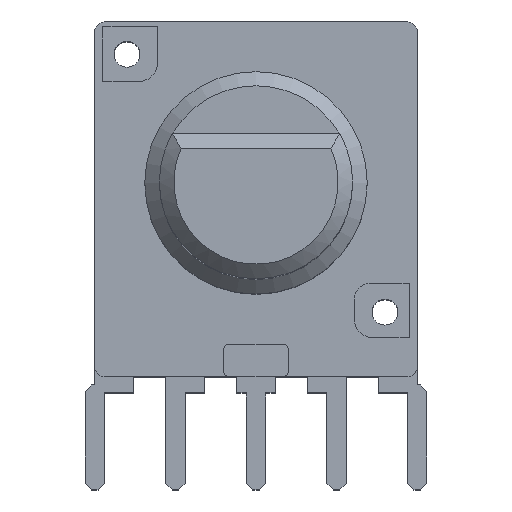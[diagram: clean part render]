
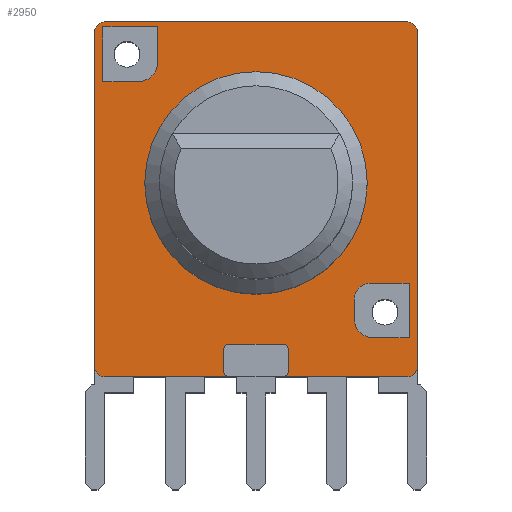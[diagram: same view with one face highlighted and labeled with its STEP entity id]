
A CAD part, top view. The second image highlights one B-rep face of the part: STEP entity #2950.
In plain terms, the highlighted planar face has unit normal (0, 0, 1).
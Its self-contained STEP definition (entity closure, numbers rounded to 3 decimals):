
#43=FACE_BOUND('',#423,.T.);
#44=FACE_BOUND('',#424,.T.);
#45=FACE_BOUND('',#425,.T.);
#68=PLANE('',#3170);
#249=FACE_OUTER_BOUND('',#422,.T.);
#422=EDGE_LOOP('',(#2192,#2193,#2194,#2195,#2196,#2197,#2198,#2199,#2200,
#2201,#2202,#2203,#2204,#2205,#2206,#2207));
#423=EDGE_LOOP('',(#2208,#2209,#2210,#2211,#2212));
#424=EDGE_LOOP('',(#2213,#2214,#2215,#2216,#2217,#2218));
#425=EDGE_LOOP('',(#2219));
#576=LINE('',#4162,#951);
#581=LINE('',#4176,#956);
#585=LINE('',#4188,#960);
#593=LINE('',#4217,#968);
#596=LINE('',#4223,#971);
#599=LINE('',#4229,#974);
#602=LINE('',#4234,#977);
#606=LINE('',#4250,#981);
#610=LINE('',#4262,#985);
#613=LINE('',#4268,#988);
#616=LINE('',#4273,#991);
#622=LINE('',#4297,#997);
#625=LINE('',#4303,#1000);
#626=LINE('',#4306,#1001);
#627=LINE('',#4310,#1002);
#628=LINE('',#4313,#1003);
#951=VECTOR('',#3354,10.);
#956=VECTOR('',#3367,10.);
#960=VECTOR('',#3379,10.);
#968=VECTOR('',#3409,10.);
#971=VECTOR('',#3414,10.);
#974=VECTOR('',#3419,10.);
#977=VECTOR('',#3424,10.);
#981=VECTOR('',#3440,10.);
#985=VECTOR('',#3452,10.);
#988=VECTOR('',#3457,10.);
#991=VECTOR('',#3462,10.);
#997=VECTOR('',#3488,10.);
#1000=VECTOR('',#3493,10.);
#1001=VECTOR('',#3496,10.);
#1002=VECTOR('',#3499,10.);
#1003=VECTOR('',#3502,10.);
#1326=CIRCLE('',#3123,3.45);
#1327=CIRCLE('',#3127,0.15);
#1329=CIRCLE('',#3131,0.15);
#1331=CIRCLE('',#3135,0.15);
#1333=CIRCLE('',#3138,0.15);
#1335=CIRCLE('',#3142,0.6);
#1338=CIRCLE('',#3151,0.5);
#1340=CIRCLE('',#3155,0.6);
#1346=CIRCLE('',#3168,0.3);
#1347=CIRCLE('',#3171,0.3);
#1348=CIRCLE('',#3172,0.3);
#1349=CIRCLE('',#3173,0.3);
#1372=VERTEX_POINT('',#4155);
#1373=VERTEX_POINT('',#4160);
#1374=VERTEX_POINT('',#4161);
#1377=VERTEX_POINT('',#4169);
#1379=VERTEX_POINT('',#4175);
#1381=VERTEX_POINT('',#4181);
#1383=VERTEX_POINT('',#4187);
#1385=VERTEX_POINT('',#4193);
#1387=VERTEX_POINT('',#4199);
#1389=VERTEX_POINT('',#4207);
#1390=VERTEX_POINT('',#4208);
#1393=VERTEX_POINT('',#4216);
#1395=VERTEX_POINT('',#4222);
#1397=VERTEX_POINT('',#4228);
#1400=VERTEX_POINT('',#4240);
#1401=VERTEX_POINT('',#4241);
#1404=VERTEX_POINT('',#4249);
#1406=VERTEX_POINT('',#4255);
#1408=VERTEX_POINT('',#4261);
#1410=VERTEX_POINT('',#4267);
#1417=VERTEX_POINT('',#4290);
#1418=VERTEX_POINT('',#4292);
#1419=VERTEX_POINT('',#4296);
#1421=VERTEX_POINT('',#4302);
#1422=VERTEX_POINT('',#4305);
#1423=VERTEX_POINT('',#4307);
#1424=VERTEX_POINT('',#4309);
#1425=VERTEX_POINT('',#4311);
#1655=EDGE_CURVE('',#1372,#1372,#1326,.T.);
#1656=EDGE_CURVE('',#1373,#1374,#576,.T.);
#1660=EDGE_CURVE('',#1374,#1377,#1327,.T.);
#1663=EDGE_CURVE('',#1377,#1379,#581,.T.);
#1666=EDGE_CURVE('',#1379,#1381,#1329,.T.);
#1669=EDGE_CURVE('',#1381,#1383,#585,.T.);
#1672=EDGE_CURVE('',#1383,#1385,#1331,.T.);
#1675=EDGE_CURVE('',#1387,#1373,#1333,.T.);
#1679=EDGE_CURVE('',#1389,#1390,#1335,.T.);
#1683=EDGE_CURVE('',#1393,#1389,#593,.T.);
#1686=EDGE_CURVE('',#1395,#1393,#596,.T.);
#1689=EDGE_CURVE('',#1397,#1395,#599,.T.);
#1692=EDGE_CURVE('',#1390,#1397,#602,.T.);
#1695=EDGE_CURVE('',#1400,#1401,#1338,.T.);
#1699=EDGE_CURVE('',#1404,#1400,#606,.T.);
#1702=EDGE_CURVE('',#1406,#1404,#1340,.T.);
#1705=EDGE_CURVE('',#1408,#1406,#610,.T.);
#1708=EDGE_CURVE('',#1410,#1408,#613,.T.);
#1711=EDGE_CURVE('',#1401,#1410,#616,.T.);
#1720=EDGE_CURVE('',#1417,#1418,#1346,.T.);
#1722=EDGE_CURVE('',#1419,#1418,#622,.T.);
#1725=EDGE_CURVE('',#1385,#1421,#625,.T.);
#1726=EDGE_CURVE('',#1419,#1421,#1347,.T.);
#1727=EDGE_CURVE('',#1417,#1422,#626,.T.);
#1728=EDGE_CURVE('',#1423,#1422,#1348,.T.);
#1729=EDGE_CURVE('',#1423,#1424,#627,.T.);
#1730=EDGE_CURVE('',#1425,#1424,#1349,.T.);
#1731=EDGE_CURVE('',#1425,#1387,#628,.T.);
#2192=ORIENTED_EDGE('',*,*,#1672,.T.);
#2193=ORIENTED_EDGE('',*,*,#1725,.T.);
#2194=ORIENTED_EDGE('',*,*,#1726,.F.);
#2195=ORIENTED_EDGE('',*,*,#1722,.T.);
#2196=ORIENTED_EDGE('',*,*,#1720,.F.);
#2197=ORIENTED_EDGE('',*,*,#1727,.T.);
#2198=ORIENTED_EDGE('',*,*,#1728,.F.);
#2199=ORIENTED_EDGE('',*,*,#1729,.T.);
#2200=ORIENTED_EDGE('',*,*,#1730,.F.);
#2201=ORIENTED_EDGE('',*,*,#1731,.T.);
#2202=ORIENTED_EDGE('',*,*,#1675,.T.);
#2203=ORIENTED_EDGE('',*,*,#1656,.T.);
#2204=ORIENTED_EDGE('',*,*,#1660,.T.);
#2205=ORIENTED_EDGE('',*,*,#1663,.T.);
#2206=ORIENTED_EDGE('',*,*,#1666,.T.);
#2207=ORIENTED_EDGE('',*,*,#1669,.T.);
#2208=ORIENTED_EDGE('',*,*,#1679,.T.);
#2209=ORIENTED_EDGE('',*,*,#1692,.T.);
#2210=ORIENTED_EDGE('',*,*,#1689,.T.);
#2211=ORIENTED_EDGE('',*,*,#1686,.T.);
#2212=ORIENTED_EDGE('',*,*,#1683,.T.);
#2213=ORIENTED_EDGE('',*,*,#1695,.T.);
#2214=ORIENTED_EDGE('',*,*,#1711,.T.);
#2215=ORIENTED_EDGE('',*,*,#1708,.T.);
#2216=ORIENTED_EDGE('',*,*,#1705,.T.);
#2217=ORIENTED_EDGE('',*,*,#1702,.T.);
#2218=ORIENTED_EDGE('',*,*,#1699,.T.);
#2219=ORIENTED_EDGE('',*,*,#1655,.F.);
#2950=ADVANCED_FACE('',(#249,#43,#44,#45),#68,.F.);
#3123=AXIS2_PLACEMENT_3D('',#4157,#3348,#3349);
#3127=AXIS2_PLACEMENT_3D('',#4170,#3360,#3361);
#3131=AXIS2_PLACEMENT_3D('',#4182,#3372,#3373);
#3135=AXIS2_PLACEMENT_3D('',#4194,#3384,#3385);
#3138=AXIS2_PLACEMENT_3D('',#4200,#3391,#3392);
#3142=AXIS2_PLACEMENT_3D('',#4209,#3401,#3402);
#3151=AXIS2_PLACEMENT_3D('',#4242,#3432,#3433);
#3155=AXIS2_PLACEMENT_3D('',#4256,#3445,#3446);
#3168=AXIS2_PLACEMENT_3D('',#4293,#3483,#3484);
#3170=AXIS2_PLACEMENT_3D('',#4301,#3491,#3492);
#3171=AXIS2_PLACEMENT_3D('',#4304,#3494,#3495);
#3172=AXIS2_PLACEMENT_3D('',#4308,#3497,#3498);
#3173=AXIS2_PLACEMENT_3D('',#4312,#3500,#3501);
#3348=DIRECTION('center_axis',(0.,0.,1.));
#3349=DIRECTION('ref_axis',(1.,0.,0.));
#3354=DIRECTION('',(0.,1.,0.));
#3360=DIRECTION('center_axis',(0.,0.,-1.));
#3361=DIRECTION('ref_axis',(0.,1.,0.));
#3367=DIRECTION('',(1.,0.,0.));
#3372=DIRECTION('center_axis',(0.,0.,-1.));
#3373=DIRECTION('ref_axis',(1.,0.,0.));
#3379=DIRECTION('',(0.,-1.,0.));
#3384=DIRECTION('center_axis',(0.,0.,-1.));
#3385=DIRECTION('ref_axis',(0.,-1.,0.));
#3391=DIRECTION('center_axis',(0.,0.,-1.));
#3392=DIRECTION('ref_axis',(-1.,0.,0.));
#3401=DIRECTION('center_axis',(0.,0.,-1.));
#3402=DIRECTION('ref_axis',(0.,-1.,0.));
#3409=DIRECTION('',(0.,-1.,0.));
#3414=DIRECTION('',(1.,0.,0.));
#3419=DIRECTION('',(0.,1.,0.));
#3424=DIRECTION('',(-1.,0.,0.));
#3432=DIRECTION('center_axis',(0.,0.,-1.));
#3433=DIRECTION('ref_axis',(0.,1.,0.));
#3440=DIRECTION('',(0.,1.,0.));
#3445=DIRECTION('center_axis',(0.,0.,-1.));
#3446=DIRECTION('ref_axis',(-1.,0.,0.));
#3452=DIRECTION('',(-1.,0.,0.));
#3457=DIRECTION('',(0.,-1.,0.));
#3462=DIRECTION('',(1.,0.,0.));
#3483=DIRECTION('center_axis',(0.,0.,-1.));
#3484=DIRECTION('ref_axis',(0.707,0.707,0.));
#3488=DIRECTION('',(0.,1.,0.));
#3491=DIRECTION('center_axis',(0.,0.,-1.));
#3492=DIRECTION('ref_axis',(-1.,0.,0.));
#3493=DIRECTION('',(1.,0.,0.));
#3494=DIRECTION('center_axis',(0.,0.,-1.));
#3495=DIRECTION('ref_axis',(0.707,-0.707,0.));
#3496=DIRECTION('',(-1.,0.,0.));
#3497=DIRECTION('center_axis',(0.,0.,-1.));
#3498=DIRECTION('ref_axis',(-0.707,0.707,0.));
#3499=DIRECTION('',(0.,-1.,0.));
#3500=DIRECTION('center_axis',(0.,0.,-1.));
#3501=DIRECTION('ref_axis',(-0.707,-0.707,0.));
#3502=DIRECTION('',(1.,0.,0.));
#4155=CARTESIAN_POINT('',(-3.45,0.,0.));
#4157=CARTESIAN_POINT('Origin',(0.,0.,0.));
#4160=CARTESIAN_POINT('',(-1.,-5.85,0.));
#4161=CARTESIAN_POINT('',(-1.,-5.15,0.));
#4162=CARTESIAN_POINT('',(-1.,-2.825,0.));
#4169=CARTESIAN_POINT('',(-0.85,-5.,0.));
#4170=CARTESIAN_POINT('Origin',(-0.85,-5.15,0.));
#4175=CARTESIAN_POINT('',(0.85,-5.,0.));
#4176=CARTESIAN_POINT('',(0.425,-5.,0.));
#4181=CARTESIAN_POINT('',(1.,-5.15,0.));
#4182=CARTESIAN_POINT('Origin',(0.85,-5.15,0.));
#4187=CARTESIAN_POINT('',(1.,-5.85,0.));
#4188=CARTESIAN_POINT('',(1.,-3.175,0.));
#4193=CARTESIAN_POINT('',(0.85,-6.,0.));
#4194=CARTESIAN_POINT('Origin',(0.85,-5.85,0.));
#4199=CARTESIAN_POINT('',(-0.85,-6.,0.));
#4200=CARTESIAN_POINT('Origin',(-0.85,-5.85,0.));
#4207=CARTESIAN_POINT('',(-3.05,3.75,0.));
#4208=CARTESIAN_POINT('',(-3.65,3.15,0.));
#4209=CARTESIAN_POINT('Origin',(-3.65,3.75,0.));
#4216=CARTESIAN_POINT('',(-3.05,4.85,0.));
#4217=CARTESIAN_POINT('',(-3.05,2.175,0.));
#4222=CARTESIAN_POINT('',(-4.75,4.85,0.));
#4223=CARTESIAN_POINT('',(-2.375,4.85,0.));
#4228=CARTESIAN_POINT('',(-4.75,3.15,0.));
#4229=CARTESIAN_POINT('',(-4.75,1.325,0.));
#4234=CARTESIAN_POINT('',(-1.825,3.15,0.));
#4240=CARTESIAN_POINT('',(3.05,-3.6,0.));
#4241=CARTESIAN_POINT('',(3.55,-3.1,0.));
#4242=CARTESIAN_POINT('Origin',(3.55,-3.6,0.));
#4249=CARTESIAN_POINT('',(3.05,-4.2,0.));
#4250=CARTESIAN_POINT('',(3.05,-2.35,0.));
#4255=CARTESIAN_POINT('',(3.65,-4.8,0.));
#4256=CARTESIAN_POINT('Origin',(3.65,-4.2,0.));
#4261=CARTESIAN_POINT('',(4.75,-4.8,0.));
#4262=CARTESIAN_POINT('',(2.375,-4.8,0.));
#4267=CARTESIAN_POINT('',(4.75,-3.1,0.));
#4268=CARTESIAN_POINT('',(4.75,-1.8,0.));
#4273=CARTESIAN_POINT('',(1.775,-3.1,0.));
#4290=CARTESIAN_POINT('',(4.7,5.,0.));
#4292=CARTESIAN_POINT('',(5.,4.7,0.));
#4293=CARTESIAN_POINT('Origin',(4.7,4.7,0.));
#4296=CARTESIAN_POINT('',(5.,-5.7,0.));
#4297=CARTESIAN_POINT('',(5.,-6.,0.));
#4301=CARTESIAN_POINT('Origin',(0.,-0.5,0.));
#4302=CARTESIAN_POINT('',(4.7,-6.,0.));
#4303=CARTESIAN_POINT('',(-5.,-6.,0.));
#4304=CARTESIAN_POINT('Origin',(4.7,-5.7,0.));
#4305=CARTESIAN_POINT('',(-4.7,5.,0.));
#4306=CARTESIAN_POINT('',(5.,5.,0.));
#4307=CARTESIAN_POINT('',(-5.,4.7,0.));
#4308=CARTESIAN_POINT('Origin',(-4.7,4.7,0.));
#4309=CARTESIAN_POINT('',(-5.,-5.7,0.));
#4310=CARTESIAN_POINT('',(-5.,5.,0.));
#4311=CARTESIAN_POINT('',(-4.7,-6.,0.));
#4312=CARTESIAN_POINT('Origin',(-4.7,-5.7,0.));
#4313=CARTESIAN_POINT('',(-5.,-6.,0.));
